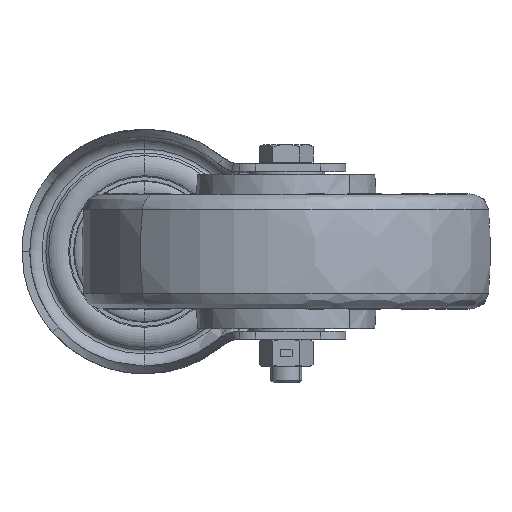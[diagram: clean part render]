
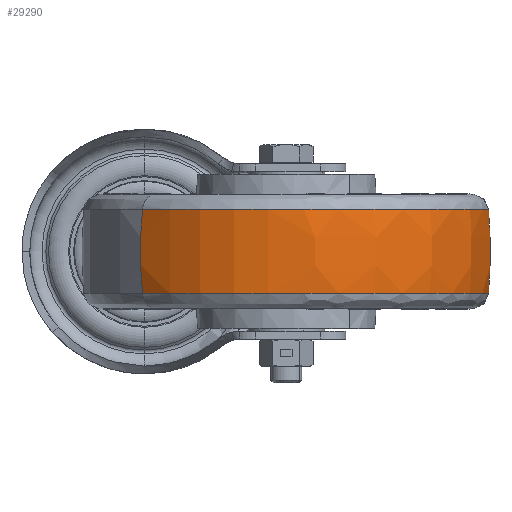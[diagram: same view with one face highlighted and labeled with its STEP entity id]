
A CAD part, front view. The second image highlights one B-rep face of the part: STEP entity #29290.
In plain terms, the highlighted free-form (B-spline) face has degree [3, 3] with [4, 4] control points.
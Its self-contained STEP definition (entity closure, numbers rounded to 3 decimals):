
#351 = AXIS2_PLACEMENT_3D ( 'NONE', #11930, #17316, #12100 ) ;
#765 = CARTESIAN_POINT ( 'NONE',  ( 111.755, -281.603, -5.47 ) ) ;
#1103 = FACE_OUTER_BOUND ( 'NONE', #8974, .T. ) ;
#1592 = CARTESIAN_POINT ( 'NONE',  ( 110.612, -278.166, -16.289 ) ) ;
#2214 = CARTESIAN_POINT ( 'NONE',  ( -0.744, -166.678, 16.289 ) ) ;
#3033 = DIRECTION ( 'NONE',  ( 0.708, 0.707, 0. ) ) ;
#3760 = CARTESIAN_POINT ( 'NONE',  ( -0.744, -166.678, 16.289 ) ) ;
#4379 = VERTEX_POINT ( 'NONE', #31869 ) ;
#4610 = CIRCLE ( 'NONE', #19858, 110. ) ;
#6390 = CARTESIAN_POINT ( 'NONE',  ( -1.89, -167.823, -5.47 ) ) ;
#6712 = DIRECTION ( 'NONE',  ( -0.708, -0.707, 0. ) ) ;
#7008 = ORIENTED_EDGE ( 'NONE', *, *, #12149, .T. ) ;
#7624 = ORIENTED_EDGE ( 'NONE', *, *, #23351, .T. ) ;
#8974 = EDGE_LOOP ( 'NONE', ( #16130, #7624, #7008, #19989 ) ) ;
#9513 = CARTESIAN_POINT ( 'NONE',  ( 76.226, -89.799, 0. ) ) ;
#9979 =( BOUNDED_SURFACE ( )  B_SPLINE_SURFACE ( 3, 3, ( 
 ( #3760, #21075, #31157, #13834 ),
 ( #21391, #13364, #16112, #28994 ),
 ( #6390, #765, #20917, #30989 ),
 ( #26841, #1592, #21698, #31632 ) ),
 .UNSPECIFIED., .F., .F., .F. ) 
 B_SPLINE_SURFACE_WITH_KNOTS ( ( 4, 4 ),
 ( 4, 4 ),
 ( 0., 1. ),
 ( 0., 1. ),
 .UNSPECIFIED. ) 
 GEOMETRIC_REPRESENTATION_ITEM ( )  RATIONAL_B_SPLINE_SURFACE ( (
 ( 1., 0.333, 0.333, 1.),
 ( 0.993, 0.331, 0.331, 0.993),
 ( 0.993, 0.331, 0.331, 0.993),
 ( 1., 0.333, 0.333, 1.) ) ) 
 REPRESENTATION_ITEM ( '' )  SURFACE ( )  );
#11930 = CARTESIAN_POINT ( 'NONE',  ( 55., -111., 16.289 ) ) ;
#12100 = DIRECTION ( 'NONE',  ( 0.708, 0.707, 0. ) ) ;
#12149 = EDGE_CURVE ( 'NONE', #28893, #4379, #12238, .T. ) ;
#12238 = CIRCLE ( 'NONE', #30654, 78.787 ) ;
#13364 = CARTESIAN_POINT ( 'NONE',  ( 111.755, -281.603, 5.47 ) ) ;
#13834 = CARTESIAN_POINT ( 'NONE',  ( 110.744, -55.322, 16.289 ) ) ;
#15078 = CARTESIAN_POINT ( 'NONE',  ( -0.744, -166.678, -16.289 ) ) ;
#16112 = CARTESIAN_POINT ( 'NONE',  ( 225.536, -167.958, 5.47 ) ) ;
#16130 = ORIENTED_EDGE ( 'NONE', *, *, #27996, .T. ) ;
#16810 = EDGE_CURVE ( 'NONE', #29062, #4379, #4610, .T. ) ;
#17316 = DIRECTION ( 'NONE',  ( 0., 0., -1. ) ) ;
#17647 = CARTESIAN_POINT ( 'NONE',  ( 33.774, -132.201, 0. ) ) ;
#17877 = CARTESIAN_POINT ( 'NONE',  ( 55., -111., -16.289 ) ) ;
#18038 = DIRECTION ( 'NONE',  ( 0., 0., 1. ) ) ;
#18277 = CIRCLE ( 'NONE', #351, 78.787 ) ;
#19555 = DIRECTION ( 'NONE',  ( 0.707, -0.708, 0. ) ) ;
#19858 = AXIS2_PLACEMENT_3D ( 'NONE', #17647, #23105, #20629 ) ;
#19989 = ORIENTED_EDGE ( 'NONE', *, *, #16810, .F. ) ;
#20629 = DIRECTION ( 'NONE',  ( 0.708, 0.707, 0. ) ) ;
#20917 = CARTESIAN_POINT ( 'NONE',  ( 225.536, -167.958, -5.47 ) ) ;
#21075 = CARTESIAN_POINT ( 'NONE',  ( 110.612, -278.166, 16.289 ) ) ;
#21391 = CARTESIAN_POINT ( 'NONE',  ( -1.89, -167.823, 5.47 ) ) ;
#21698 = CARTESIAN_POINT ( 'NONE',  ( 222.1, -166.81, -16.289 ) ) ;
#23105 = DIRECTION ( 'NONE',  ( -0.707, 0.708, 0. ) ) ;
#23351 = EDGE_CURVE ( 'NONE', #24353, #28893, #30946, .T. ) ;
#24353 = VERTEX_POINT ( 'NONE', #2214 ) ;
#26841 = CARTESIAN_POINT ( 'NONE',  ( -0.744, -166.678, -16.289 ) ) ;
#27996 = EDGE_CURVE ( 'NONE', #29062, #24353, #18277, .T. ) ;
#28893 = VERTEX_POINT ( 'NONE', #15078 ) ;
#28994 = CARTESIAN_POINT ( 'NONE',  ( 111.89, -54.177, 5.47 ) ) ;
#29062 = VERTEX_POINT ( 'NONE', #31669 ) ;
#29290 = ADVANCED_FACE ( 'NONE', ( #1103 ), #9979, .T. ) ;
#29342 = AXIS2_PLACEMENT_3D ( 'NONE', #9513, #19555, #6712 ) ;
#30654 = AXIS2_PLACEMENT_3D ( 'NONE', #17877, #18038, #3033 ) ;
#30946 = CIRCLE ( 'NONE', #29342, 110. ) ;
#30989 = CARTESIAN_POINT ( 'NONE',  ( 111.89, -54.177, -5.47 ) ) ;
#31157 = CARTESIAN_POINT ( 'NONE',  ( 222.1, -166.81, 16.289 ) ) ;
#31632 = CARTESIAN_POINT ( 'NONE',  ( 110.744, -55.322, -16.289 ) ) ;
#31669 = CARTESIAN_POINT ( 'NONE',  ( 110.744, -55.322, 16.289 ) ) ;
#31869 = CARTESIAN_POINT ( 'NONE',  ( 110.744, -55.322, -16.289 ) ) ;
